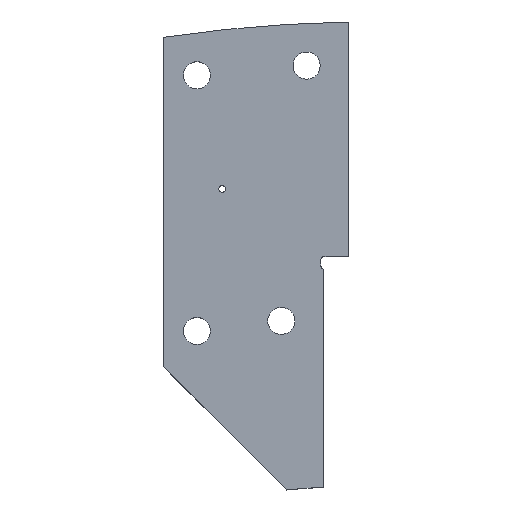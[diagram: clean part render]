
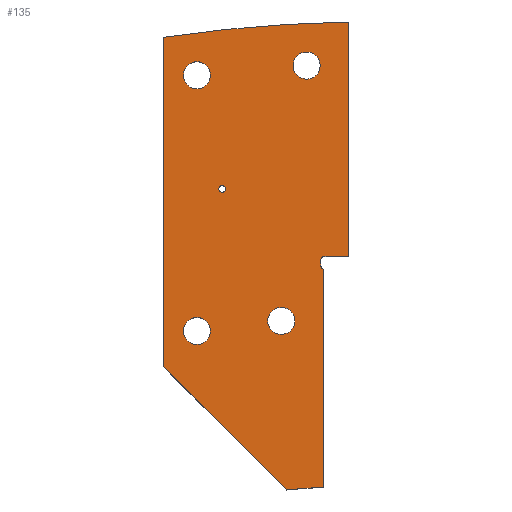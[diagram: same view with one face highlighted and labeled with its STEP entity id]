
A CAD part, top view. The second image highlights one B-rep face of the part: STEP entity #135.
In plain terms, the highlighted planar face has unit normal (0, 0, 1).
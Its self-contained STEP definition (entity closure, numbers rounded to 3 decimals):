
#110=FACE_BOUND('',#192,.T.);
#111=FACE_BOUND('',#193,.T.);
#112=FACE_BOUND('',#194,.T.);
#113=FACE_BOUND('',#195,.T.);
#114=FACE_BOUND('',#196,.T.);
#115=FACE_BOUND('',#197,.T.);
#135=ADVANCED_FACE('',(#110,#111,#112,#113,#114,#115),#161,.F.);
#161=PLANE('',#668);
#192=EDGE_LOOP('',(#248));
#193=EDGE_LOOP('',(#249));
#194=EDGE_LOOP('',(#250));
#195=EDGE_LOOP('',(#251));
#196=EDGE_LOOP('',(#252));
#197=EDGE_LOOP('',(#253,#254,#255,#256,#257,#258,#259,#260,#261,#262));
#248=ORIENTED_EDGE('',*,*,#430,.T.);
#249=ORIENTED_EDGE('',*,*,#431,.T.);
#250=ORIENTED_EDGE('',*,*,#432,.T.);
#251=ORIENTED_EDGE('',*,*,#433,.T.);
#252=ORIENTED_EDGE('',*,*,#434,.T.);
#253=ORIENTED_EDGE('',*,*,#421,.T.);
#254=ORIENTED_EDGE('',*,*,#435,.T.);
#255=ORIENTED_EDGE('',*,*,#436,.F.);
#256=ORIENTED_EDGE('',*,*,#437,.T.);
#257=ORIENTED_EDGE('',*,*,#438,.T.);
#258=ORIENTED_EDGE('',*,*,#439,.T.);
#259=ORIENTED_EDGE('',*,*,#440,.T.);
#260=ORIENTED_EDGE('',*,*,#441,.T.);
#261=ORIENTED_EDGE('',*,*,#442,.T.);
#262=ORIENTED_EDGE('',*,*,#443,.T.);
#372=VERTEX_POINT('',#918);
#374=VERTEX_POINT('',#921);
#382=VERTEX_POINT('',#939);
#383=VERTEX_POINT('',#941);
#384=VERTEX_POINT('',#943);
#385=VERTEX_POINT('',#945);
#386=VERTEX_POINT('',#947);
#387=VERTEX_POINT('',#949);
#388=VERTEX_POINT('',#951);
#389=VERTEX_POINT('',#953);
#390=VERTEX_POINT('',#955);
#391=VERTEX_POINT('',#957);
#392=VERTEX_POINT('',#959);
#393=VERTEX_POINT('',#961);
#394=VERTEX_POINT('',#963);
#421=EDGE_CURVE('',#374,#372,#546,.T.);
#430=EDGE_CURVE('',#382,#382,#499,.T.);
#431=EDGE_CURVE('',#383,#383,#500,.T.);
#432=EDGE_CURVE('',#384,#384,#501,.T.);
#433=EDGE_CURVE('',#385,#385,#502,.T.);
#434=EDGE_CURVE('',#386,#386,#503,.T.);
#435=EDGE_CURVE('',#372,#387,#504,.T.);
#436=EDGE_CURVE('',#388,#387,#553,.T.);
#437=EDGE_CURVE('',#388,#389,#505,.T.);
#438=EDGE_CURVE('',#389,#390,#554,.T.);
#439=EDGE_CURVE('',#390,#391,#555,.T.);
#440=EDGE_CURVE('',#391,#392,#506,.T.);
#441=EDGE_CURVE('',#392,#393,#556,.T.);
#442=EDGE_CURVE('',#393,#394,#557,.T.);
#443=EDGE_CURVE('',#394,#374,#507,.T.);
#499=CIRCLE('',#659,4.);
#500=CIRCLE('',#660,16.052);
#501=CIRCLE('',#661,16.052);
#502=CIRCLE('',#662,16.052);
#503=CIRCLE('',#663,16.052);
#504=CIRCLE('',#664,3.5);
#505=CIRCLE('',#665,3.5);
#506=CIRCLE('',#666,1700.);
#507=CIRCLE('',#667,1150.);
#546=LINE('',#920,#601);
#553=LINE('',#950,#608);
#554=LINE('',#954,#609);
#555=LINE('',#956,#610);
#556=LINE('',#960,#611);
#557=LINE('',#962,#612);
#601=VECTOR('',#745,1.);
#608=VECTOR('',#770,1.);
#609=VECTOR('',#773,1.);
#610=VECTOR('',#774,1.);
#611=VECTOR('',#777,1.);
#612=VECTOR('',#778,1.);
#659=AXIS2_PLACEMENT_3D('',#938,#758,#759);
#660=AXIS2_PLACEMENT_3D('',#940,#760,#761);
#661=AXIS2_PLACEMENT_3D('',#942,#762,#763);
#662=AXIS2_PLACEMENT_3D('',#944,#764,#765);
#663=AXIS2_PLACEMENT_3D('',#946,#766,#767);
#664=AXIS2_PLACEMENT_3D('',#948,#768,#769);
#665=AXIS2_PLACEMENT_3D('',#952,#771,#772);
#666=AXIS2_PLACEMENT_3D('',#958,#775,#776);
#667=AXIS2_PLACEMENT_3D('',#964,#779,#780);
#668=AXIS2_PLACEMENT_3D('',#965,#781,#782);
#745=DIRECTION('',(0.,1.,0.));
#758=DIRECTION('',(0.,0.,-1.));
#759=DIRECTION('',(-1.,0.,0.));
#760=DIRECTION('',(0.,0.,-1.));
#761=DIRECTION('',(-1.,0.,0.));
#762=DIRECTION('',(0.,0.,-1.));
#763=DIRECTION('',(-1.,0.,0.));
#764=DIRECTION('',(0.,0.,-1.));
#765=DIRECTION('',(-1.,0.,0.));
#766=DIRECTION('',(0.,0.,-1.));
#767=DIRECTION('',(-1.,0.,0.));
#768=DIRECTION('',(0.,0.,-1.));
#769=DIRECTION('',(-1.,0.,0.));
#770=DIRECTION('',(0.,-1.,0.));
#771=DIRECTION('',(0.,0.,-1.));
#772=DIRECTION('',(-1.,0.,0.));
#773=DIRECTION('',(1.,0.,0.));
#774=DIRECTION('',(0.,1.,0.));
#775=DIRECTION('',(0.,0.,1.));
#776=DIRECTION('',(1.,0.,0.));
#777=DIRECTION('',(0.,-1.,0.));
#778=DIRECTION('',(0.707,-0.707,0.));
#779=DIRECTION('',(0.,0.,-1.));
#780=DIRECTION('',(1.,0.,0.));
#781=DIRECTION('',(0.,0.,-1.));
#782=DIRECTION('',(-1.,0.,0.));
#918=CARTESIAN_POINT('',(-60.,1406.959,45.));
#920=CARTESIAN_POINT('',(-60.,1148.434,45.));
#921=CARTESIAN_POINT('',(-60.,1148.434,45.));
#938=CARTESIAN_POINT('',(-180.,1501.959,45.));
#939=CARTESIAN_POINT('',(-184.,1501.959,45.));
#940=CARTESIAN_POINT('',(-210.,1636.582,45.));
#941=CARTESIAN_POINT('',(-226.052,1636.582,45.));
#942=CARTESIAN_POINT('',(-80.,1648.059,45.));
#943=CARTESIAN_POINT('',(-96.052,1648.059,45.));
#944=CARTESIAN_POINT('',(-110.,1345.511,45.));
#945=CARTESIAN_POINT('',(-126.052,1345.511,45.));
#946=CARTESIAN_POINT('',(-210.,1333.567,45.));
#947=CARTESIAN_POINT('',(-226.052,1333.567,45.));
#948=CARTESIAN_POINT('',(-59.5,1410.424,45.));
#949=CARTESIAN_POINT('',(-63.,1410.424,45.));
#950=CARTESIAN_POINT('',(-63.,0.,45.));
#951=CARTESIAN_POINT('',(-63.,1418.459,45.));
#952=CARTESIAN_POINT('',(-59.5,1418.459,45.));
#953=CARTESIAN_POINT('',(-59.5,1421.959,45.));
#954=CARTESIAN_POINT('',(-60.,1421.959,45.));
#955=CARTESIAN_POINT('',(-30.,1421.959,45.));
#956=CARTESIAN_POINT('',(-30.,1421.959,45.));
#957=CARTESIAN_POINT('',(-30.,1699.735,45.));
#958=CARTESIAN_POINT('',(0.,0.,45.));
#959=CARTESIAN_POINT('',(-250.,1681.517,45.));
#960=CARTESIAN_POINT('',(-250.,1681.517,45.));
#961=CARTESIAN_POINT('',(-250.,1291.217,45.));
#962=CARTESIAN_POINT('',(-250.,1291.217,45.));
#963=CARTESIAN_POINT('',(-104.065,1145.282,45.));
#964=CARTESIAN_POINT('',(0.,0.,45.));
#965=CARTESIAN_POINT('',(0.,0.,45.));
